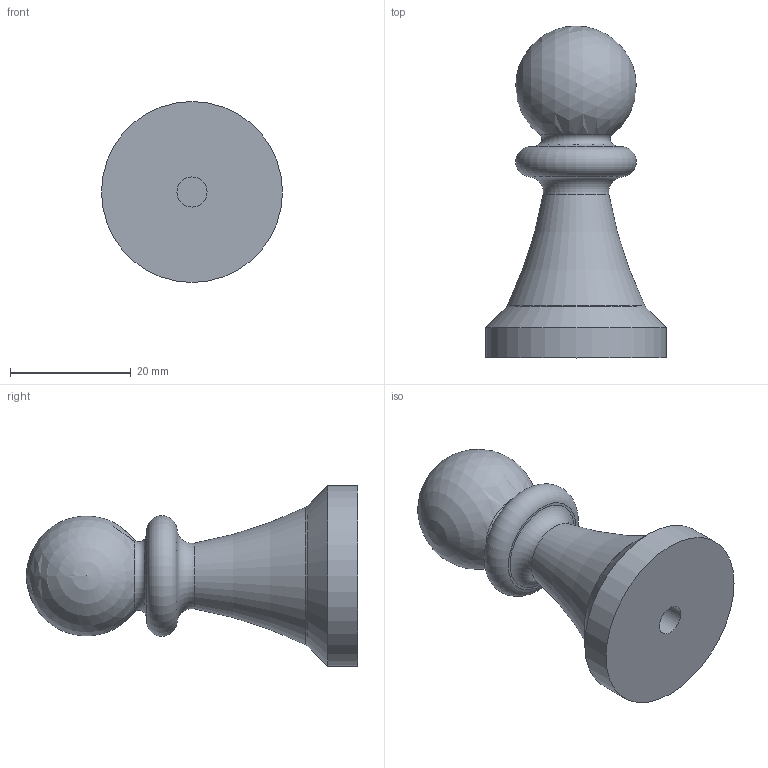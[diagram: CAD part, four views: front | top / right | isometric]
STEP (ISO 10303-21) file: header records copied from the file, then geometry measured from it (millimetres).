
FILE_DESCRIPTION(/* description */ (''),/* implementation_level */ '2;1');
FILE_NAME(/* name */ 'PawnUntagged.stp',/* time_stamp */ '2025-02-27T09:02:32+01:00',/* author */ ('Marcu'),/* organization */ (''),/* preprocessor_version */ 'ST-DEVELOPER v20',/* originating_system */ 'Autodesk Inventor 2025',/* authorisation */ '');
FILE_SCHEMA (('AUTOMOTIVE_DESIGN { 1 0 10303 214 3 1 1 }'));
Length unit declared in the file: inch
Products named in the file (1): PawnUntagged
Bounding box: 30 x 55 x 30 mm (x, y, z)
Volume: 15323.6 mm3; surface area: 4541.8 mm2
Topology: 1 solids, 1 shells, 13 faces, 24 edges, 14 vertices
Faces by surface type: torus 6, plane 3, cylinder 2, cone 1, sphere 1
Full cylindrical faces by diameter (mm): 5 x1, 30 x1
Entity records: 364 total; most frequent: DIRECTION 69, CARTESIAN_POINT 50, ORIENTED_EDGE 44, AXIS2_PLACEMENT_3D 33, EDGE_CURVE 22, CIRCLE 19, EDGE_LOOP 16, VERTEX_POINT 14
